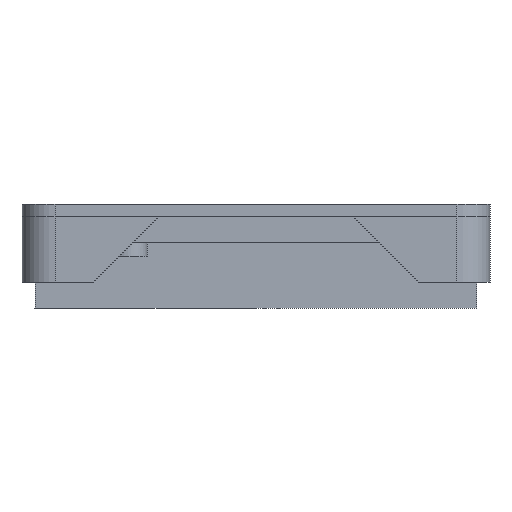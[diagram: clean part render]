
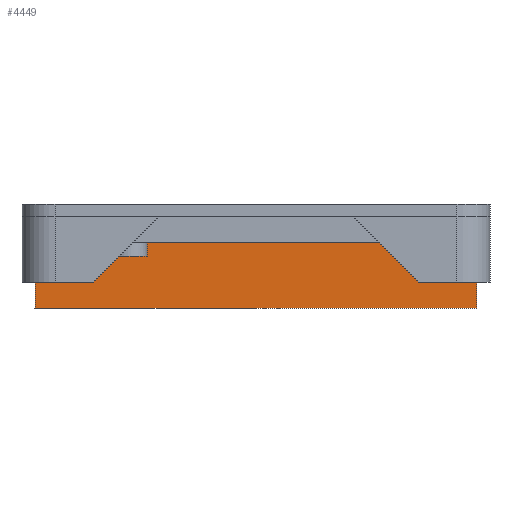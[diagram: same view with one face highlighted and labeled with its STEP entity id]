
A CAD part, front view. The second image highlights one B-rep face of the part: STEP entity #4449.
In plain terms, the highlighted planar face has unit normal (0, -1, 0).
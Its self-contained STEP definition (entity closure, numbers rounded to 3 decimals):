
#1713 = PLANE('',#1714);
#1714 = AXIS2_PLACEMENT_3D('',#1715,#1716,#1717);
#1715 = CARTESIAN_POINT('',(17.736,25.71,14.));
#1716 = DIRECTION('',(0.,0.,1.));
#1717 = DIRECTION('',(1.,0.,0.));
#3351 = EDGE_CURVE('',#3352,#3354,#3356,.T.);
#3352 = VERTEX_POINT('',#3353);
#3353 = CARTESIAN_POINT('',(35.,56.,14.));
#3354 = VERTEX_POINT('',#3355);
#3355 = CARTESIAN_POINT('',(1.,56.,14.));
#3356 = SURFACE_CURVE('',#3357,(#3361,#3368),.PCURVE_S1.);
#3357 = LINE('',#3358,#3359);
#3358 = CARTESIAN_POINT('',(35.,56.,14.));
#3359 = VECTOR('',#3360,1.);
#3360 = DIRECTION('',(-1.,0.,0.));
#3361 = PCURVE('',#1713,#3362);
#3362 = DEFINITIONAL_REPRESENTATION('',(#3363),#3367);
#3363 = LINE('',#3364,#3365);
#3364 = CARTESIAN_POINT('',(17.264,30.29));
#3365 = VECTOR('',#3366,1.);
#3366 = DIRECTION('',(-1.,0.));
#3367 = ( GEOMETRIC_REPRESENTATION_CONTEXT(2) 
PARAMETRIC_REPRESENTATION_CONTEXT() REPRESENTATION_CONTEXT('2D SPACE',''
  ) );
#3368 = PCURVE('',#3369,#3374);
#3369 = PLANE('',#3370);
#3370 = AXIS2_PLACEMENT_3D('',#3371,#3372,#3373);
#3371 = CARTESIAN_POINT('',(35.,56.,14.));
#3372 = DIRECTION('',(0.,1.,0.));
#3373 = DIRECTION('',(-1.,0.,0.));
#3374 = DEFINITIONAL_REPRESENTATION('',(#3375),#3379);
#3375 = LINE('',#3376,#3377);
#3376 = CARTESIAN_POINT('',(0.,0.));
#3377 = VECTOR('',#3378,1.);
#3378 = DIRECTION('',(1.,0.));
#3379 = ( GEOMETRIC_REPRESENTATION_CONTEXT(2) 
PARAMETRIC_REPRESENTATION_CONTEXT() REPRESENTATION_CONTEXT('2D SPACE',''
  ) );
#3395 = PLANE('',#3396);
#3396 = AXIS2_PLACEMENT_3D('',#3397,#3398,#3399);
#3397 = CARTESIAN_POINT('',(1.,57.,9.));
#3398 = DIRECTION('',(1.,0.,0.));
#3399 = DIRECTION('',(0.,-1.,0.));
#3476 = PLANE('',#3477);
#3477 = AXIS2_PLACEMENT_3D('',#3478,#3479,#3480);
#3478 = CARTESIAN_POINT('',(35.,3.54,9.));
#3479 = DIRECTION('',(-1.,0.,0.));
#3480 = DIRECTION('',(0.,1.,0.));
#4449 = ADVANCED_FACE('',(#4450),#3369,.F.);
#4450 = FACE_BOUND('',#4451,.F.);
#4451 = EDGE_LOOP('',(#4452,#4475,#4503,#4531,#4559,#4580));
#4452 = ORIENTED_EDGE('',*,*,#4453,.T.);
#4453 = EDGE_CURVE('',#3352,#4454,#4456,.T.);
#4454 = VERTEX_POINT('',#4455);
#4455 = CARTESIAN_POINT('',(35.,56.,9.));
#4456 = SURFACE_CURVE('',#4457,(#4461,#4468),.PCURVE_S1.);
#4457 = LINE('',#4458,#4459);
#4458 = CARTESIAN_POINT('',(35.,56.,14.));
#4459 = VECTOR('',#4460,1.);
#4460 = DIRECTION('',(0.,0.,-1.));
#4461 = PCURVE('',#3369,#4462);
#4462 = DEFINITIONAL_REPRESENTATION('',(#4463),#4467);
#4463 = LINE('',#4464,#4465);
#4464 = CARTESIAN_POINT('',(0.,0.));
#4465 = VECTOR('',#4466,1.);
#4466 = DIRECTION('',(0.,-1.));
#4467 = ( GEOMETRIC_REPRESENTATION_CONTEXT(2) 
PARAMETRIC_REPRESENTATION_CONTEXT() REPRESENTATION_CONTEXT('2D SPACE',''
  ) );
#4468 = PCURVE('',#3476,#4469);
#4469 = DEFINITIONAL_REPRESENTATION('',(#4470),#4474);
#4470 = LINE('',#4471,#4472);
#4471 = CARTESIAN_POINT('',(52.46,-5.));
#4472 = VECTOR('',#4473,1.);
#4473 = DIRECTION('',(0.,1.));
#4474 = ( GEOMETRIC_REPRESENTATION_CONTEXT(2) 
PARAMETRIC_REPRESENTATION_CONTEXT() REPRESENTATION_CONTEXT('2D SPACE',''
  ) );
#4475 = ORIENTED_EDGE('',*,*,#4476,.T.);
#4476 = EDGE_CURVE('',#4454,#4477,#4479,.T.);
#4477 = VERTEX_POINT('',#4478);
#4478 = CARTESIAN_POINT('',(35.,56.,7.));
#4479 = SURFACE_CURVE('',#4480,(#4484,#4491),.PCURVE_S1.);
#4480 = LINE('',#4481,#4482);
#4481 = CARTESIAN_POINT('',(35.,56.,14.));
#4482 = VECTOR('',#4483,1.);
#4483 = DIRECTION('',(0.,0.,-1.));
#4484 = PCURVE('',#3369,#4485);
#4485 = DEFINITIONAL_REPRESENTATION('',(#4486),#4490);
#4486 = LINE('',#4487,#4488);
#4487 = CARTESIAN_POINT('',(0.,0.));
#4488 = VECTOR('',#4489,1.);
#4489 = DIRECTION('',(0.,-1.));
#4490 = ( GEOMETRIC_REPRESENTATION_CONTEXT(2) 
PARAMETRIC_REPRESENTATION_CONTEXT() REPRESENTATION_CONTEXT('2D SPACE',''
  ) );
#4491 = PCURVE('',#4492,#4497);
#4492 = PLANE('',#4493);
#4493 = AXIS2_PLACEMENT_3D('',#4494,#4495,#4496);
#4494 = CARTESIAN_POINT('',(35.,57.,14.));
#4495 = DIRECTION('',(-1.,-0.,-0.));
#4496 = DIRECTION('',(0.,-1.,0.));
#4497 = DEFINITIONAL_REPRESENTATION('',(#4498),#4502);
#4498 = LINE('',#4499,#4500);
#4499 = CARTESIAN_POINT('',(1.,0.));
#4500 = VECTOR('',#4501,1.);
#4501 = DIRECTION('',(0.,-1.));
#4502 = ( GEOMETRIC_REPRESENTATION_CONTEXT(2) 
PARAMETRIC_REPRESENTATION_CONTEXT() REPRESENTATION_CONTEXT('2D SPACE',''
  ) );
#4503 = ORIENTED_EDGE('',*,*,#4504,.T.);
#4504 = EDGE_CURVE('',#4477,#4505,#4507,.T.);
#4505 = VERTEX_POINT('',#4506);
#4506 = CARTESIAN_POINT('',(1.,56.,7.));
#4507 = SURFACE_CURVE('',#4508,(#4512,#4519),.PCURVE_S1.);
#4508 = LINE('',#4509,#4510);
#4509 = CARTESIAN_POINT('',(35.,56.,7.));
#4510 = VECTOR('',#4511,1.);
#4511 = DIRECTION('',(-1.,0.,0.));
#4512 = PCURVE('',#3369,#4513);
#4513 = DEFINITIONAL_REPRESENTATION('',(#4514),#4518);
#4514 = LINE('',#4515,#4516);
#4515 = CARTESIAN_POINT('',(0.,-7.));
#4516 = VECTOR('',#4517,1.);
#4517 = DIRECTION('',(1.,0.));
#4518 = ( GEOMETRIC_REPRESENTATION_CONTEXT(2) 
PARAMETRIC_REPRESENTATION_CONTEXT() REPRESENTATION_CONTEXT('2D SPACE',''
  ) );
#4519 = PCURVE('',#4520,#4525);
#4520 = PLANE('',#4521);
#4521 = AXIS2_PLACEMENT_3D('',#4522,#4523,#4524);
#4522 = CARTESIAN_POINT('',(18.,56.5,7.));
#4523 = DIRECTION('',(0.,0.,1.));
#4524 = DIRECTION('',(1.,0.,0.));
#4525 = DEFINITIONAL_REPRESENTATION('',(#4526),#4530);
#4526 = LINE('',#4527,#4528);
#4527 = CARTESIAN_POINT('',(17.,-0.5));
#4528 = VECTOR('',#4529,1.);
#4529 = DIRECTION('',(-1.,0.));
#4530 = ( GEOMETRIC_REPRESENTATION_CONTEXT(2) 
PARAMETRIC_REPRESENTATION_CONTEXT() REPRESENTATION_CONTEXT('2D SPACE',''
  ) );
#4531 = ORIENTED_EDGE('',*,*,#4532,.F.);
#4532 = EDGE_CURVE('',#4533,#4505,#4535,.T.);
#4533 = VERTEX_POINT('',#4534);
#4534 = CARTESIAN_POINT('',(1.,56.,9.));
#4535 = SURFACE_CURVE('',#4536,(#4540,#4547),.PCURVE_S1.);
#4536 = LINE('',#4537,#4538);
#4537 = CARTESIAN_POINT('',(1.,56.,14.));
#4538 = VECTOR('',#4539,1.);
#4539 = DIRECTION('',(0.,0.,-1.));
#4540 = PCURVE('',#3369,#4541);
#4541 = DEFINITIONAL_REPRESENTATION('',(#4542),#4546);
#4542 = LINE('',#4543,#4544);
#4543 = CARTESIAN_POINT('',(34.,0.));
#4544 = VECTOR('',#4545,1.);
#4545 = DIRECTION('',(0.,-1.));
#4546 = ( GEOMETRIC_REPRESENTATION_CONTEXT(2) 
PARAMETRIC_REPRESENTATION_CONTEXT() REPRESENTATION_CONTEXT('2D SPACE',''
  ) );
#4547 = PCURVE('',#4548,#4553);
#4548 = PLANE('',#4549);
#4549 = AXIS2_PLACEMENT_3D('',#4550,#4551,#4552);
#4550 = CARTESIAN_POINT('',(1.,56.,14.));
#4551 = DIRECTION('',(1.,0.,0.));
#4552 = DIRECTION('',(0.,1.,0.));
#4553 = DEFINITIONAL_REPRESENTATION('',(#4554),#4558);
#4554 = LINE('',#4555,#4556);
#4555 = CARTESIAN_POINT('',(0.,0.));
#4556 = VECTOR('',#4557,1.);
#4557 = DIRECTION('',(0.,-1.));
#4558 = ( GEOMETRIC_REPRESENTATION_CONTEXT(2) 
PARAMETRIC_REPRESENTATION_CONTEXT() REPRESENTATION_CONTEXT('2D SPACE',''
  ) );
#4559 = ORIENTED_EDGE('',*,*,#4560,.F.);
#4560 = EDGE_CURVE('',#3354,#4533,#4561,.T.);
#4561 = SURFACE_CURVE('',#4562,(#4566,#4573),.PCURVE_S1.);
#4562 = LINE('',#4563,#4564);
#4563 = CARTESIAN_POINT('',(1.,56.,14.));
#4564 = VECTOR('',#4565,1.);
#4565 = DIRECTION('',(0.,0.,-1.));
#4566 = PCURVE('',#3369,#4567);
#4567 = DEFINITIONAL_REPRESENTATION('',(#4568),#4572);
#4568 = LINE('',#4569,#4570);
#4569 = CARTESIAN_POINT('',(34.,0.));
#4570 = VECTOR('',#4571,1.);
#4571 = DIRECTION('',(0.,-1.));
#4572 = ( GEOMETRIC_REPRESENTATION_CONTEXT(2) 
PARAMETRIC_REPRESENTATION_CONTEXT() REPRESENTATION_CONTEXT('2D SPACE',''
  ) );
#4573 = PCURVE('',#3395,#4574);
#4574 = DEFINITIONAL_REPRESENTATION('',(#4575),#4579);
#4575 = LINE('',#4576,#4577);
#4576 = CARTESIAN_POINT('',(1.,-5.));
#4577 = VECTOR('',#4578,1.);
#4578 = DIRECTION('',(0.,1.));
#4579 = ( GEOMETRIC_REPRESENTATION_CONTEXT(2) 
PARAMETRIC_REPRESENTATION_CONTEXT() REPRESENTATION_CONTEXT('2D SPACE',''
  ) );
#4580 = ORIENTED_EDGE('',*,*,#3351,.F.);
